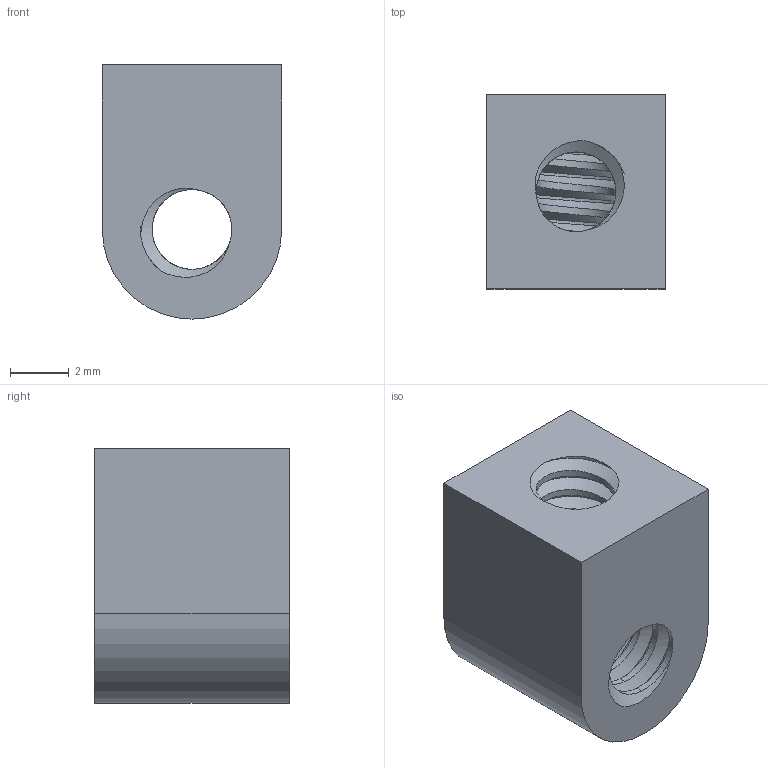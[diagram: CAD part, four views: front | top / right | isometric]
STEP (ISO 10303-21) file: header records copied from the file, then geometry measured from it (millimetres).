
FILE_DESCRIPTION (( 'STEP AP203' ), '1' );
FILE_NAME ('585600.STEP', '2016-08-23T15:13:56', ( '' ), ( '' ), 'SwSTEP 2.0', 'SolidWorks 2014', '' );
FILE_SCHEMA (( 'CONFIG_CONTROL_DESIGN' ));
Length unit declared in the file: inch
Products named in the file (1): 585600
Bounding box: 6.08 x 6.59 x 8.62 mm (x, y, z)
Volume: 239.4 mm3; surface area: 407.9 mm2
Topology: 1 solids, 1 shells, 113 faces, 342 edges, 228 vertices
Faces by surface type: cylinder 78, bspline 27, plane 5, cone 3
Entity records: 16809 total; most frequent: CARTESIAN_POINT 14423, ORIENTED_EDGE 684, EDGE_CURVE 342, DIRECTION 268, VERTEX_POINT 228, EDGE_LOOP 116, ADVANCED_FACE 113, FACE_OUTER_BOUND 113
